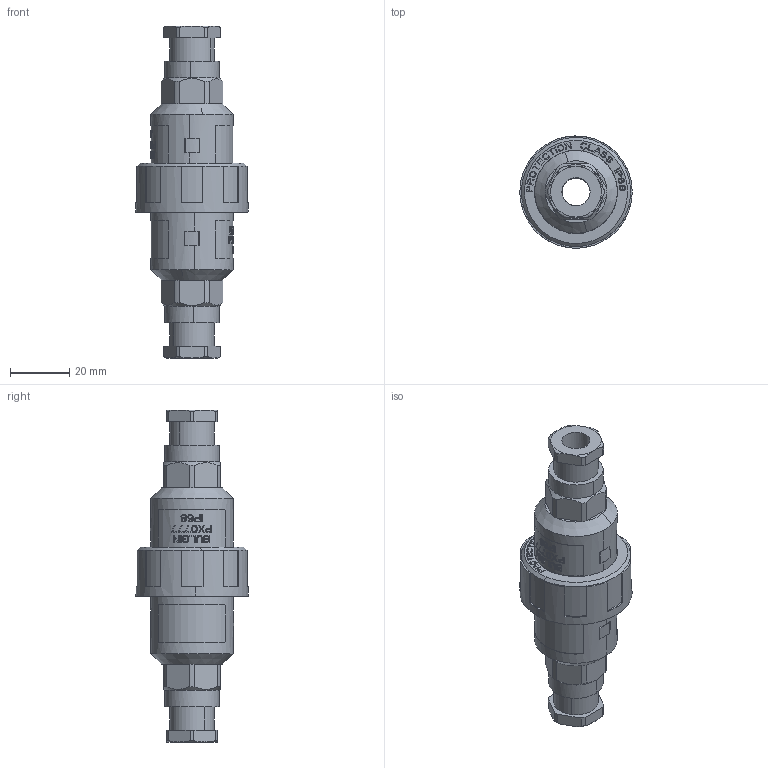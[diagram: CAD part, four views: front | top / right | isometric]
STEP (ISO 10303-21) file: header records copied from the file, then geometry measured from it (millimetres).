
FILE_DESCRIPTION(('STEP AP242'),'1');
FILE_NAME('px0777-utp.stp','2023-10-18T12:42:00',('TraceParts'),('TraceParts S.A.'),'Spatial InterOp 3D',' ',' ');
FILE_SCHEMA(('AP242_MANAGED_MODEL_BASED_3D_ENGINEERING_MIM_LF {1 0 10303 442 1 1 4}'));
Length unit declared in the file: millimetre
Products named in the file (1): px0777-utp
Bounding box: 37.96 x 37.92 x 112.36 mm (x, y, z)
Volume: 22483.6 mm3; surface area: 22183.4 mm2
Topology: 1 solids, 1 shells, 1697 faces, 4839 edges, 3241 vertices
Faces by surface type: plane 1490, cylinder 151, cone 34, bspline 22
Entity records: 74744 total; most frequent: CARTESIAN_POINT 21456, ORIENTED_EDGE 9678, DIRECTION 9662, EDGE_CURVE 4839, AXIS2_PLACEMENT_3D 3339, VERTEX_POINT 3241, LINE 2984, VECTOR 2984
